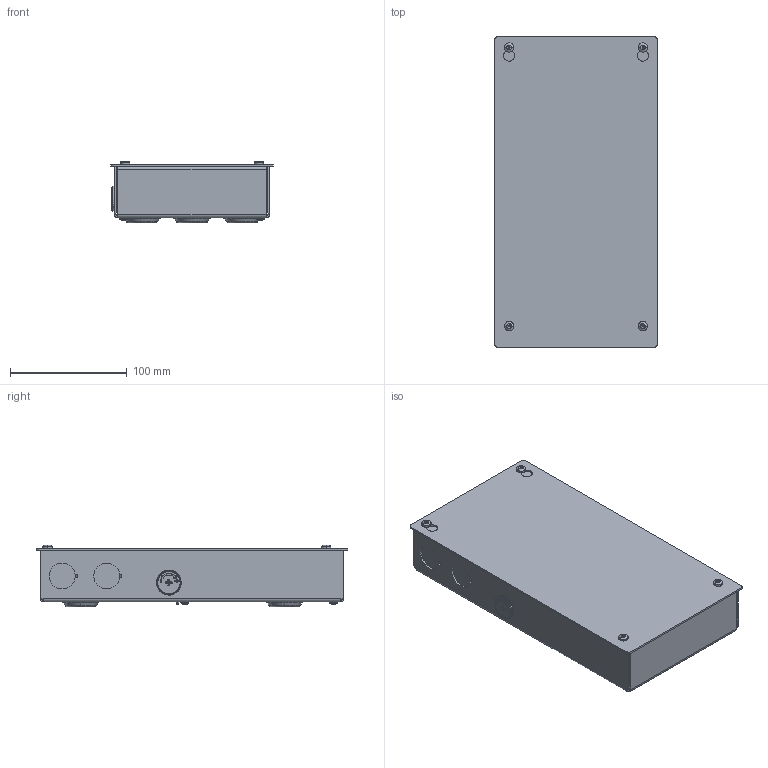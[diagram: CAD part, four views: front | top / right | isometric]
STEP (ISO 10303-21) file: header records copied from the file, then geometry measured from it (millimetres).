
FILE_DESCRIPTION((''),'2;1');
FILE_NAME('U-CAN-FORM-FACTOR_SW0001','2017-01-13T',('semelian'),(''),'CREO PARAMETRIC BY PTC INC, 2016130','CREO PARAMETRIC BY PTC INC, 2016130','');
FILE_SCHEMA(('CONFIG_CONTROL_DESIGN'));
Products named in the file (1): U-CAN-FORM-FACTOR_SW0001
Bounding box: 139.29 x 266.7 x 53.11 mm (x, y, z)
Volume: 235169.2 mm3; surface area: 270560.4 mm2
Topology: 1 solids, 2 shells, 2029 faces, 5380 edges, 3274 vertices
Faces by surface type: cylinder 886, plane 531, sphere 214, cone 188, bspline 122, torus 88
Entity records: 107013 total; most frequent: CARTESIAN_POINT 59138, ORIENTED_EDGE 10760, DIRECTION 9140, EDGE_CURVE 5380, AXIS2_PLACEMENT_3D 3535, VERTEX_POINT 3274, EDGE_LOOP 2168, VECTOR 2070
